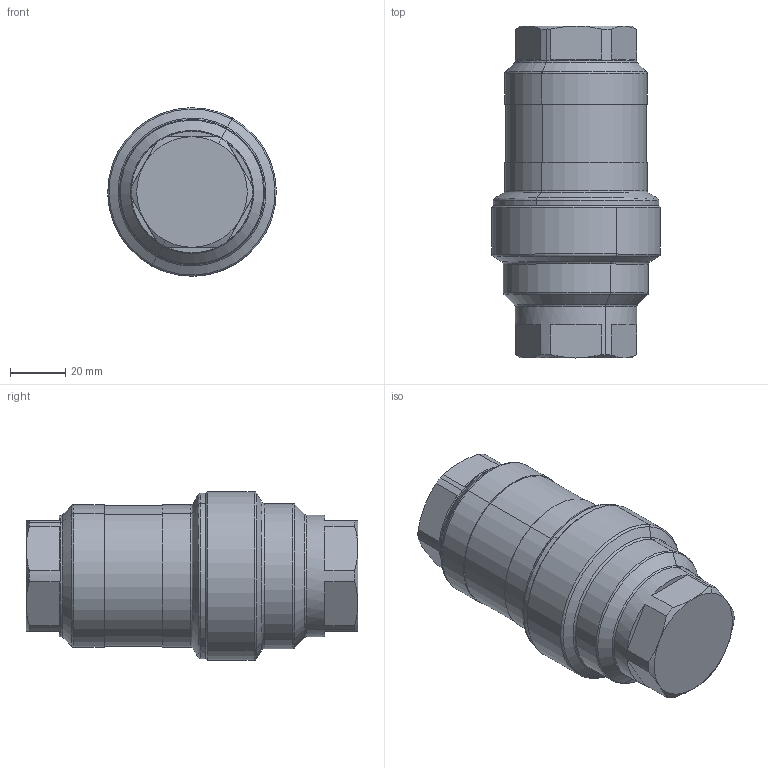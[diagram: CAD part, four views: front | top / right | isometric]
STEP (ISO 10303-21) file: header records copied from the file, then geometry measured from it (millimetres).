
FILE_DESCRIPTION(('CATIA V5 STEP Exchange'),'2;1');
FILE_NAME('127161 - TST (STP).stp','2016-01-11T08:26:02+00:00',('none'),('none'),'Version 5-6 Release 2012','CATIA V5 STEP AP203','none');
FILE_SCHEMA(('CONFIG_CONTROL_DESIGN'));
Length unit declared in the file: millimetre
Products named in the file (1): 127161 - TST
Bounding box: 60.98 x 120 x 60.98 mm (x, y, z)
Volume: 244961.3 mm3; surface area: 23503.3 mm2
Topology: 1 solids, 1 shells, 87 faces, 196 edges, 114 vertices
Faces by surface type: plane 29, cone 26, torus 16, cylinder 16
Entity records: 2169 total; most frequent: CARTESIAN_POINT 448, ORIENTED_EDGE 392, DIRECTION 254, EDGE_CURVE 196, AXIS2_PLACEMENT_3D 148, VERTEX_POINT 114, CIRCLE 106, EDGE_LOOP 90
